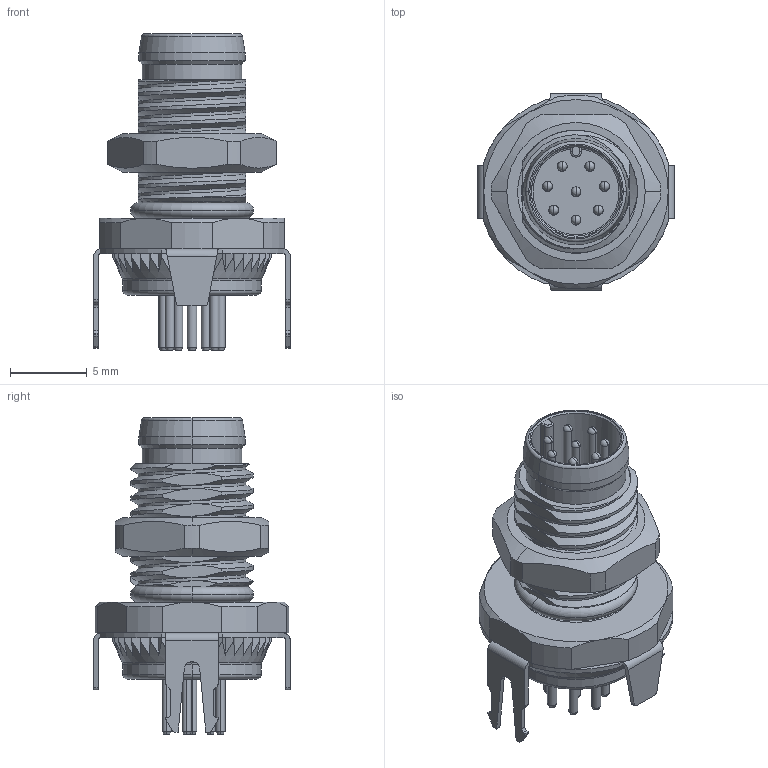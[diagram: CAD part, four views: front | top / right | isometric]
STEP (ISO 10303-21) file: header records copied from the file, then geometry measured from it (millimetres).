
FILE_DESCRIPTION((''),'2;1');
FILE_NAME('PRT0001228_8','2025-09-23T',('gongcheng16'),(''),'PRO/ENGINEER BY PARAMETRIC TECHNOLOGY CORPORATION, 2010280','PRO/ENGINEER BY PARAMETRIC TECHNOLOGY CORPORATION, 2010280','');
FILE_SCHEMA(('CONFIG_CONTROL_DESIGN'));
Length unit declared in the file: millimetre
Products named in the file (1): PRT0001228_8
Bounding box: 12.8 x 12.8 x 20.6 mm (x, y, z)
Volume: 359.5 mm3; surface area: 2774.3 mm2
Topology: 1 solids, 14 shells, 801 faces, 1973 edges, 1238 vertices
Faces by surface type: plane 326, cylinder 289, cone 110, bspline 43, torus 17, sphere 16
Entity records: 31501 total; most frequent: CARTESIAN_POINT 12677, ORIENTED_EDGE 3914, DIRECTION 3912, EDGE_CURVE 1957, AXIS2_PLACEMENT_3D 1490, VERTEX_POINT 1238, VECTOR 932, LINE 932
